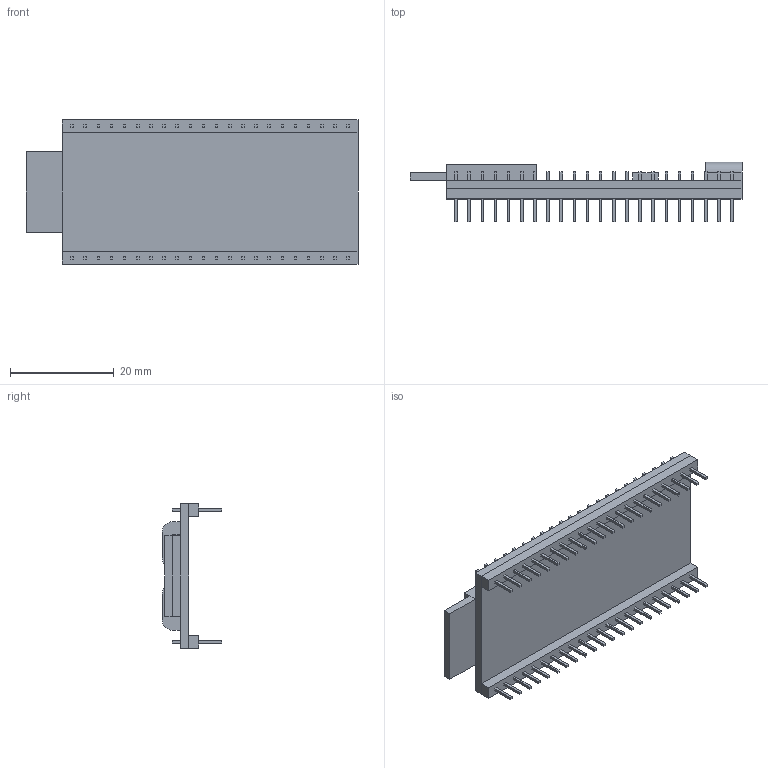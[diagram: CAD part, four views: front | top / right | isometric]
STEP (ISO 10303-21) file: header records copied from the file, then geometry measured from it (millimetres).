
FILE_DESCRIPTION (( 'STEP AP214' ), '1' );
FILE_NAME ('ESP32-S3.STEP', '2025-07-23T21:23:05', ( '' ), ( '' ), 'SwSTEP 2.0', 'SolidWorks 2014', '' );
FILE_SCHEMA (( 'AUTOMOTIVE_DESIGN' ));
Length unit declared in the file: millimetre
Products named in the file (1): ESP32-S3
Bounding box: 64.15 x 11.5 x 27.94 mm (x, y, z)
Volume: 4644 mm3; surface area: 6719.9 mm2
Topology: 7 solids, 7 shells, 494 faces, 1170 edges, 780 vertices
Faces by surface type: plane 488, cylinder 6
Entity records: 14344 total; most frequent: CARTESIAN_POINT 2445, ORIENTED_EDGE 2340, DIRECTION 2172, EDGE_CURVE 1170, VECTOR 1158, LINE 1158, VERTEX_POINT 780, EDGE_LOOP 584
